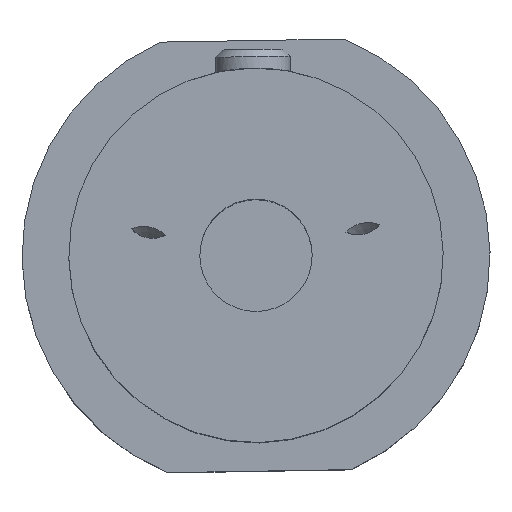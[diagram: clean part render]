
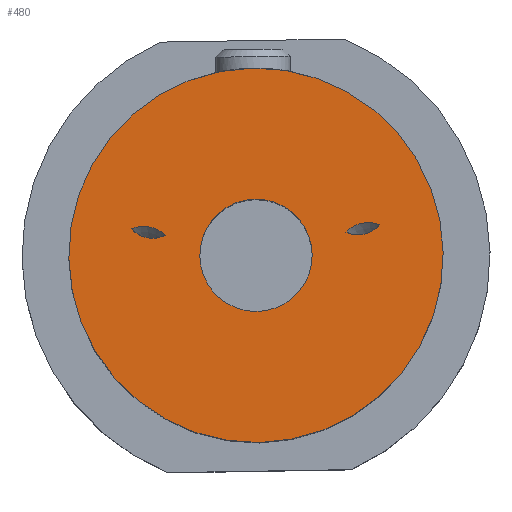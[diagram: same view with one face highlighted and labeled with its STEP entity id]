
A CAD part, top view. The second image highlights one B-rep face of the part: STEP entity #480.
In plain terms, the highlighted planar face has unit normal (0, 0, 1).
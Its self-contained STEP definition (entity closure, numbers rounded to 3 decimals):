
#97=PLANE('',#1785);
#167=FACE_BOUND('',#681,.T.);
#168=FACE_BOUND('',#682,.T.);
#169=FACE_BOUND('',#683,.T.);
#170=FACE_BOUND('',#684,.T.);
#480=ADVANCED_FACE('',(#167,#168,#169,#170),#97,.T.);
#681=EDGE_LOOP('',(#883,#884));
#682=EDGE_LOOP('',(#885,#886));
#683=EDGE_LOOP('',(#887));
#684=EDGE_LOOP('',(#888));
#807=CIRCLE('',#1765,3.3);
#808=CIRCLE('',#1767,3.3);
#816=CIRCLE('',#1780,20.);
#817=CIRCLE('',#1782,3.);
#818=CIRCLE('',#1783,3.);
#819=CIRCLE('',#1784,6.);
#883=ORIENTED_EDGE('',*,*,#1495,.T.);
#884=ORIENTED_EDGE('',*,*,#1517,.T.);
#885=ORIENTED_EDGE('',*,*,#1497,.T.);
#886=ORIENTED_EDGE('',*,*,#1518,.T.);
#887=ORIENTED_EDGE('',*,*,#1519,.T.);
#888=ORIENTED_EDGE('',*,*,#1516,.F.);
#1327=VERTEX_POINT('',#2487);
#1328=VERTEX_POINT('',#2488);
#1329=VERTEX_POINT('',#2501);
#1330=VERTEX_POINT('',#2502);
#1345=VERTEX_POINT('',#2593);
#1346=VERTEX_POINT('',#2598);
#1495=EDGE_CURVE('',#1328,#1327,#807,.T.);
#1497=EDGE_CURVE('',#1330,#1329,#808,.T.);
#1516=EDGE_CURVE('',#1345,#1345,#816,.T.);
#1517=EDGE_CURVE('',#1327,#1328,#817,.T.);
#1518=EDGE_CURVE('',#1329,#1330,#818,.T.);
#1519=EDGE_CURVE('',#1346,#1346,#819,.T.);
#1765=AXIS2_PLACEMENT_3D('',#2489,#1964,#1965);
#1767=AXIS2_PLACEMENT_3D('',#2503,#1968,#1969);
#1780=AXIS2_PLACEMENT_3D('',#2592,#2002,#2003);
#1782=AXIS2_PLACEMENT_3D('',#2595,#2006,#2007);
#1783=AXIS2_PLACEMENT_3D('',#2596,#2008,#2009);
#1784=AXIS2_PLACEMENT_3D('',#2597,#2010,#2011);
#1785=AXIS2_PLACEMENT_3D('',#2599,#2012,#2013);
#1964=DIRECTION('',(0.,0.,-1.));
#1965=DIRECTION('',(-1.,-0.017,0.));
#1968=DIRECTION('',(0.,0.,-1.));
#1969=DIRECTION('',(-1.,-0.017,0.));
#2002=DIRECTION('',(0.,0.,-1.));
#2003=DIRECTION('',(-1.,-0.017,0.));
#2006=DIRECTION('',(0.,0.,-1.));
#2007=DIRECTION('',(-1.,-0.017,0.));
#2008=DIRECTION('',(0.,0.,-1.));
#2009=DIRECTION('',(-1.,-0.017,0.));
#2010=DIRECTION('',(0.,0.,-1.));
#2011=DIRECTION('',(-1.,-0.017,0.));
#2012=DIRECTION('',(0.,0.,1.));
#2013=DIRECTION('',(-1.,-0.017,0.));
#2487=CARTESIAN_POINT('',(13.222,3.266,50.));
#2488=CARTESIAN_POINT('',(9.613,2.481,50.));
#2489=CARTESIAN_POINT('',(11.998,0.201,50.));
#2501=CARTESIAN_POINT('',(-9.69,2.158,50.));
#2502=CARTESIAN_POINT('',(-13.324,2.821,50.));
#2503=CARTESIAN_POINT('',(-11.998,-0.201,50.));
#2592=CARTESIAN_POINT('',(0.,0.,50.));
#2593=CARTESIAN_POINT('',(-19.997,-0.335,50.));
#2595=CARTESIAN_POINT('',(10.915,5.183,50.));
#2596=CARTESIAN_POINT('',(-11.082,4.815,50.));
#2597=CARTESIAN_POINT('',(0.,0.,50.));
#2598=CARTESIAN_POINT('',(-5.999,-0.1,50.));
#2599=CARTESIAN_POINT('',(-0.335,19.997,50.));
